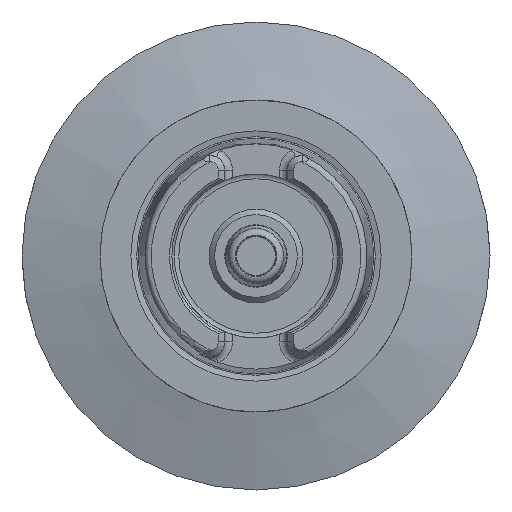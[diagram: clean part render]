
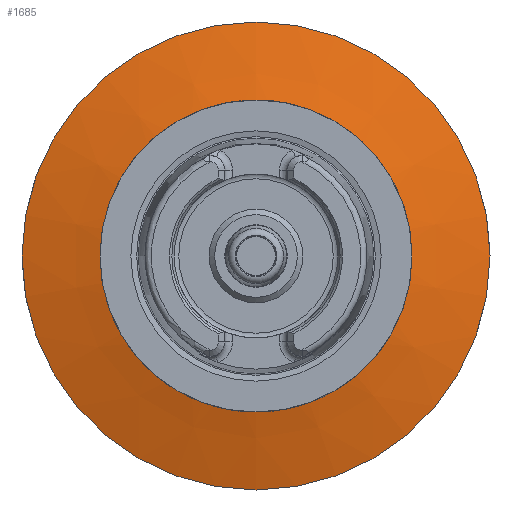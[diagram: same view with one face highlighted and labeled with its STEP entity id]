
A CAD part, left-side view. The second image highlights one B-rep face of the part: STEP entity #1685.
In plain terms, the highlighted conical face has half-angle 75 degrees and reference radius 23.375 mm.
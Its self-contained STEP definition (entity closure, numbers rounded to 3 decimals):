
#1643=CARTESIAN_POINT('',(35.,0.0,-16.75));
#1644=VERTEX_POINT('',#1643);
#1645=CARTESIAN_POINT('',(35.,0.0,0.));
#1646=DIRECTION('',(1.0,0.0,0.0));
#1647=DIRECTION('',(0.0,0.0,-1.0));
#1648=AXIS2_PLACEMENT_3D('',#1645,#1646,#1647);
#1649=CIRCLE('',#1648,16.75);
#1650=EDGE_CURVE('',#1644,#1644,#1649,.T.);
#1666=CARTESIAN_POINT('',(36.775,0.0,0.));
#1667=DIRECTION('',(1.0,0.0,0.));
#1668=DIRECTION('',(0.0,0.0,-1.0));
#1669=AXIS2_PLACEMENT_3D('',#1666,#1667,#1668);
#1670=CONICAL_SURFACE('',#1669,23.375,75.);
#1671=CARTESIAN_POINT('',(38.55,0.0,-30.));
#1672=VERTEX_POINT('',#1671);
#1673=CARTESIAN_POINT('',(38.55,0.0,0.));
#1674=DIRECTION('',(1.0,0.0,0.0));
#1675=DIRECTION('',(0.0,0.0,-1.0));
#1676=AXIS2_PLACEMENT_3D('',#1673,#1674,#1675);
#1677=CIRCLE('',#1676,30.);
#1678=EDGE_CURVE('',#1672,#1672,#1677,.T.);
#1679=ORIENTED_EDGE('',*,*,#1678,.F.);
#1680=EDGE_LOOP('',(#1679));
#1681=FACE_OUTER_BOUND('',#1680,.T.);
#1682=ORIENTED_EDGE('',*,*,#1650,.T.);
#1683=EDGE_LOOP('',(#1682));
#1684=FACE_BOUND('',#1683,.T.);
#1685=ADVANCED_FACE('',(#1681,#1684),#1670,.T.);
